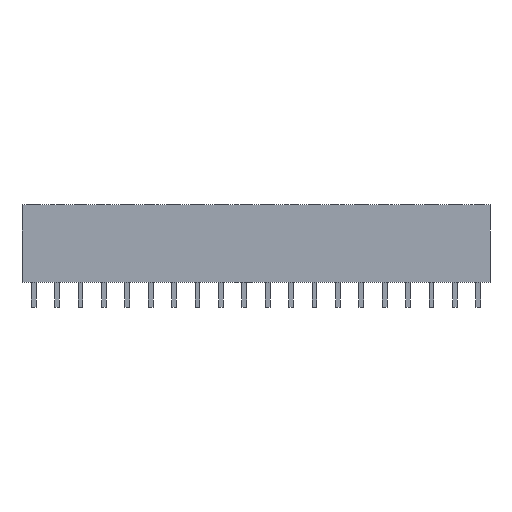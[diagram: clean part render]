
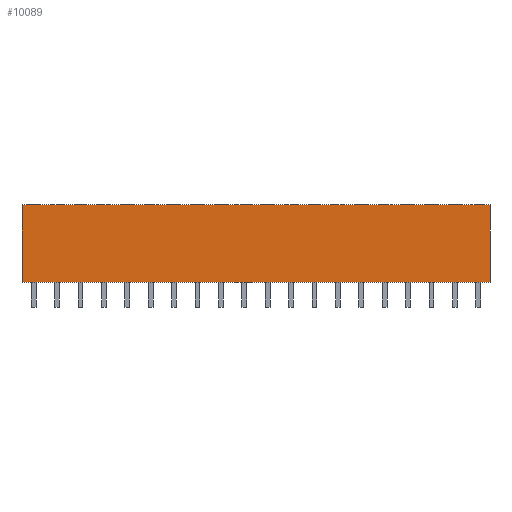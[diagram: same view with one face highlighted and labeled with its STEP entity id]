
A CAD part, front view. The second image highlights one B-rep face of the part: STEP entity #10089.
In plain terms, the highlighted planar face has unit normal (0, -1, 0).
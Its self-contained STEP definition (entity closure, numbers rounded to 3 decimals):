
#9653 = PLANE('',#9654);
#9654 = AXIS2_PLACEMENT_3D('',#9655,#9656,#9657);
#9655 = CARTESIAN_POINT('',(25.4,2.54,8.4));
#9656 = DIRECTION('',(-1.,0.,0.));
#9657 = DIRECTION('',(0.,-1.,0.));
#9707 = PLANE('',#9708);
#9708 = AXIS2_PLACEMENT_3D('',#9709,#9710,#9711);
#9709 = CARTESIAN_POINT('',(-25.4,2.54,8.4));
#9710 = DIRECTION('',(1.,0.,0.));
#9711 = DIRECTION('',(0.,1.,0.));
#9733 = PLANE('',#9734);
#9734 = AXIS2_PLACEMENT_3D('',#9735,#9736,#9737);
#9735 = CARTESIAN_POINT('',(-19.05,0.,0.));
#9736 = DIRECTION('',(0.,0.,1.));
#9737 = DIRECTION('',(0.,-1.,0.));
#9758 = VERTEX_POINT('',#9759);
#9759 = CARTESIAN_POINT('',(25.4,-2.54,0.));
#9780 = EDGE_CURVE('',#9781,#9758,#9783,.T.);
#9781 = VERTEX_POINT('',#9782);
#9782 = CARTESIAN_POINT('',(-25.4,-2.54,0.));
#9783 = SURFACE_CURVE('',#9784,(#9788,#9795),.PCURVE_S1.);
#9784 = LINE('',#9785,#9786);
#9785 = CARTESIAN_POINT('',(-25.4,-2.54,0.));
#9786 = VECTOR('',#9787,1.);
#9787 = DIRECTION('',(1.,0.,0.));
#9788 = PCURVE('',#9733,#9789);
#9789 = DEFINITIONAL_REPRESENTATION('',(#9790),#9794);
#9790 = LINE('',#9791,#9792);
#9791 = CARTESIAN_POINT('',(2.54,-6.35));
#9792 = VECTOR('',#9793,1.);
#9793 = DIRECTION('',(0.,1.));
#9794 = ( GEOMETRIC_REPRESENTATION_CONTEXT(2) 
PARAMETRIC_REPRESENTATION_CONTEXT() REPRESENTATION_CONTEXT('2D SPACE',''
  ) );
#9795 = PCURVE('',#9796,#9801);
#9796 = PLANE('',#9797);
#9797 = AXIS2_PLACEMENT_3D('',#9798,#9799,#9800);
#9798 = CARTESIAN_POINT('',(-25.4,-2.54,8.4));
#9799 = DIRECTION('',(0.,1.,0.));
#9800 = DIRECTION('',(-1.,0.,0.));
#9801 = DEFINITIONAL_REPRESENTATION('',(#9802),#9806);
#9802 = LINE('',#9803,#9804);
#9803 = CARTESIAN_POINT('',(0.,-8.4));
#9804 = VECTOR('',#9805,1.);
#9805 = DIRECTION('',(-1.,0.));
#9806 = ( GEOMETRIC_REPRESENTATION_CONTEXT(2) 
PARAMETRIC_REPRESENTATION_CONTEXT() REPRESENTATION_CONTEXT('2D SPACE',''
  ) );
#9957 = EDGE_CURVE('',#9958,#9781,#9960,.T.);
#9958 = VERTEX_POINT('',#9959);
#9959 = CARTESIAN_POINT('',(-25.4,-2.54,8.4));
#9960 = SURFACE_CURVE('',#9961,(#9965,#9972),.PCURVE_S1.);
#9961 = LINE('',#9962,#9963);
#9962 = CARTESIAN_POINT('',(-25.4,-2.54,8.4));
#9963 = VECTOR('',#9964,1.);
#9964 = DIRECTION('',(0.,0.,-1.));
#9965 = PCURVE('',#9707,#9966);
#9966 = DEFINITIONAL_REPRESENTATION('',(#9967),#9971);
#9967 = LINE('',#9968,#9969);
#9968 = CARTESIAN_POINT('',(-5.08,0.));
#9969 = VECTOR('',#9970,1.);
#9970 = DIRECTION('',(0.,-1.));
#9971 = ( GEOMETRIC_REPRESENTATION_CONTEXT(2) 
PARAMETRIC_REPRESENTATION_CONTEXT() REPRESENTATION_CONTEXT('2D SPACE',''
  ) );
#9972 = PCURVE('',#9796,#9973);
#9973 = DEFINITIONAL_REPRESENTATION('',(#9974),#9978);
#9974 = LINE('',#9975,#9976);
#9975 = CARTESIAN_POINT('',(0.,0.));
#9976 = VECTOR('',#9977,1.);
#9977 = DIRECTION('',(0.,-1.));
#9978 = ( GEOMETRIC_REPRESENTATION_CONTEXT(2) 
PARAMETRIC_REPRESENTATION_CONTEXT() REPRESENTATION_CONTEXT('2D SPACE',''
  ) );
#9996 = PLANE('',#9997);
#9997 = AXIS2_PLACEMENT_3D('',#9998,#9999,#10000);
#9998 = CARTESIAN_POINT('',(-19.05,0.,8.4));
#9999 = DIRECTION('',(0.,0.,1.));
#10000 = DIRECTION('',(0.,-1.,0.));
#10089 = ADVANCED_FACE('',(#10090),#9796,.F.);
#10090 = FACE_BOUND('',#10091,.T.);
#10091 = EDGE_LOOP('',(#10092,#10093,#10116,#10137));
#10092 = ORIENTED_EDGE('',*,*,#9780,.T.);
#10093 = ORIENTED_EDGE('',*,*,#10094,.F.);
#10094 = EDGE_CURVE('',#10095,#9758,#10097,.T.);
#10095 = VERTEX_POINT('',#10096);
#10096 = CARTESIAN_POINT('',(25.4,-2.54,8.4));
#10097 = SURFACE_CURVE('',#10098,(#10102,#10109),.PCURVE_S1.);
#10098 = LINE('',#10099,#10100);
#10099 = CARTESIAN_POINT('',(25.4,-2.54,8.4));
#10100 = VECTOR('',#10101,1.);
#10101 = DIRECTION('',(0.,0.,-1.));
#10102 = PCURVE('',#9796,#10103);
#10103 = DEFINITIONAL_REPRESENTATION('',(#10104),#10108);
#10104 = LINE('',#10105,#10106);
#10105 = CARTESIAN_POINT('',(-50.8,0.));
#10106 = VECTOR('',#10107,1.);
#10107 = DIRECTION('',(0.,-1.));
#10108 = ( GEOMETRIC_REPRESENTATION_CONTEXT(2) 
PARAMETRIC_REPRESENTATION_CONTEXT() REPRESENTATION_CONTEXT('2D SPACE',''
  ) );
#10109 = PCURVE('',#9653,#10110);
#10110 = DEFINITIONAL_REPRESENTATION('',(#10111),#10115);
#10111 = LINE('',#10112,#10113);
#10112 = CARTESIAN_POINT('',(5.08,0.));
#10113 = VECTOR('',#10114,1.);
#10114 = DIRECTION('',(0.,-1.));
#10115 = ( GEOMETRIC_REPRESENTATION_CONTEXT(2) 
PARAMETRIC_REPRESENTATION_CONTEXT() REPRESENTATION_CONTEXT('2D SPACE',''
  ) );
#10116 = ORIENTED_EDGE('',*,*,#10117,.F.);
#10117 = EDGE_CURVE('',#9958,#10095,#10118,.T.);
#10118 = SURFACE_CURVE('',#10119,(#10123,#10130),.PCURVE_S1.);
#10119 = LINE('',#10120,#10121);
#10120 = CARTESIAN_POINT('',(-25.4,-2.54,8.4));
#10121 = VECTOR('',#10122,1.);
#10122 = DIRECTION('',(1.,0.,0.));
#10123 = PCURVE('',#9796,#10124);
#10124 = DEFINITIONAL_REPRESENTATION('',(#10125),#10129);
#10125 = LINE('',#10126,#10127);
#10126 = CARTESIAN_POINT('',(0.,0.));
#10127 = VECTOR('',#10128,1.);
#10128 = DIRECTION('',(-1.,0.));
#10129 = ( GEOMETRIC_REPRESENTATION_CONTEXT(2) 
PARAMETRIC_REPRESENTATION_CONTEXT() REPRESENTATION_CONTEXT('2D SPACE',''
  ) );
#10130 = PCURVE('',#9996,#10131);
#10131 = DEFINITIONAL_REPRESENTATION('',(#10132),#10136);
#10132 = LINE('',#10133,#10134);
#10133 = CARTESIAN_POINT('',(2.54,-6.35));
#10134 = VECTOR('',#10135,1.);
#10135 = DIRECTION('',(0.,1.));
#10136 = ( GEOMETRIC_REPRESENTATION_CONTEXT(2) 
PARAMETRIC_REPRESENTATION_CONTEXT() REPRESENTATION_CONTEXT('2D SPACE',''
  ) );
#10137 = ORIENTED_EDGE('',*,*,#9957,.T.);
